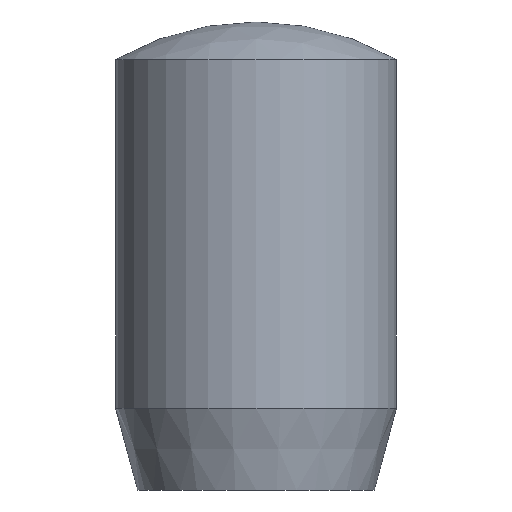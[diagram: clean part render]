
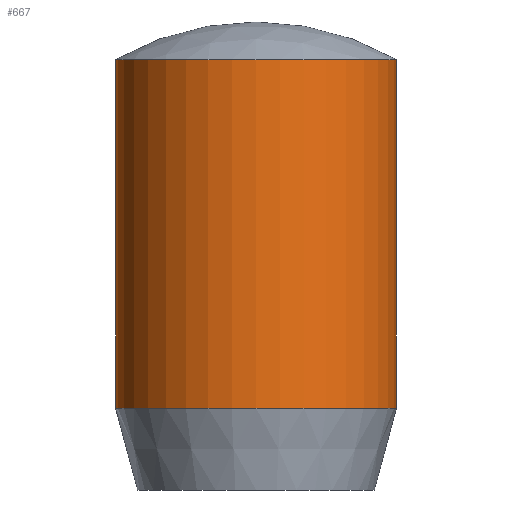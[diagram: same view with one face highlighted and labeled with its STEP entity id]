
A CAD part, front view. The second image highlights one B-rep face of the part: STEP entity #667.
In plain terms, the highlighted cylindrical face has radius 6 mm (diameter 12 mm), a partial arc.
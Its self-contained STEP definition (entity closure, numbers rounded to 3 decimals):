
#3 = CARTESIAN_POINT ( 'NONE',  ( 0., 0., -6.5 ) ) ;
#4 = CIRCLE ( 'NONE', #322, 6. ) ;
#15 = DIRECTION ( 'NONE',  ( 0., 0., -1. ) ) ;
#28 = VECTOR ( 'NONE', #734, 1000. ) ;
#29 = EDGE_LOOP ( 'NONE', ( #112, #464, #645, #459 ) ) ;
#64 = DIRECTION ( 'NONE',  ( -1., 0., 0. ) ) ;
#70 = DIRECTION ( 'NONE',  ( 1., 0., 0. ) ) ;
#71 = DIRECTION ( 'NONE',  ( 0., 0., -1. ) ) ;
#96 = CARTESIAN_POINT ( 'NONE',  ( -6., 0., 8.392 ) ) ;
#112 = ORIENTED_EDGE ( 'NONE', *, *, #817, .F. ) ;
#126 = CARTESIAN_POINT ( 'NONE',  ( 0., 0., 8.392 ) ) ;
#144 = VERTEX_POINT ( 'NONE', #770 ) ;
#186 = CARTESIAN_POINT ( 'NONE',  ( 6., 0., 10. ) ) ;
#253 = AXIS2_PLACEMENT_3D ( 'NONE', #680, #15, #508 ) ;
#254 = CIRCLE ( 'NONE', #347, 6. ) ;
#279 = CARTESIAN_POINT ( 'NONE',  ( -6., 0., 10. ) ) ;
#310 = FACE_OUTER_BOUND ( 'NONE', #29, .T. ) ;
#322 = AXIS2_PLACEMENT_3D ( 'NONE', #3, #494, #70 ) ;
#347 = AXIS2_PLACEMENT_3D ( 'NONE', #126, #71, #64 ) ;
#364 = VECTOR ( 'NONE', #835, 1000. ) ;
#447 = EDGE_CURVE ( 'NONE', #794, #711, #254, .T. ) ;
#459 = ORIENTED_EDGE ( 'NONE', *, *, #601, .T. ) ;
#464 = ORIENTED_EDGE ( 'NONE', *, *, #447, .T. ) ;
#494 = DIRECTION ( 'NONE',  ( 0., 0., 1. ) ) ;
#508 = DIRECTION ( 'NONE',  ( -1., 0., 0. ) ) ;
#601 = EDGE_CURVE ( 'NONE', #820, #144, #4, .T. ) ;
#608 = EDGE_CURVE ( 'NONE', #711, #820, #836, .T. ) ;
#645 = ORIENTED_EDGE ( 'NONE', *, *, #608, .T. ) ;
#667 = ADVANCED_FACE ( 'NONE', ( #310 ), #776, .T. ) ;
#680 = CARTESIAN_POINT ( 'NONE',  ( 0., 0., 10. ) ) ;
#698 = LINE ( 'NONE', #186, #364 ) ;
#708 = CARTESIAN_POINT ( 'NONE',  ( 6., 0., 8.392 ) ) ;
#711 = VERTEX_POINT ( 'NONE', #96 ) ;
#712 = CARTESIAN_POINT ( 'NONE',  ( -6., 0., -6.5 ) ) ;
#734 = DIRECTION ( 'NONE',  ( 0., 0., -1. ) ) ;
#770 = CARTESIAN_POINT ( 'NONE',  ( 6., 0., -6.5 ) ) ;
#776 = CYLINDRICAL_SURFACE ( 'NONE', #253, 6. ) ;
#794 = VERTEX_POINT ( 'NONE', #708 ) ;
#817 = EDGE_CURVE ( 'NONE', #794, #144, #698, .T. ) ;
#820 = VERTEX_POINT ( 'NONE', #712 ) ;
#835 = DIRECTION ( 'NONE',  ( 0., 0., -1. ) ) ;
#836 = LINE ( 'NONE', #279, #28 ) ;
